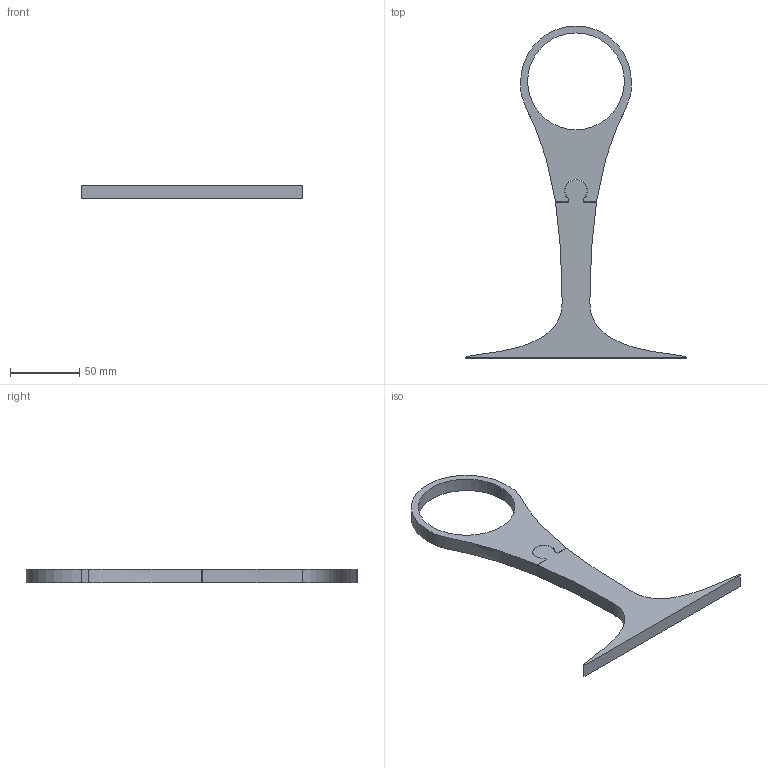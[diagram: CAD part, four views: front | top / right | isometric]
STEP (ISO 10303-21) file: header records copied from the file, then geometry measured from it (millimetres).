
FILE_DESCRIPTION(('FreeCAD Model'),'2;1');
FILE_NAME('Open CASCADE Shape Model','2023-11-05T18:43:04',(''),(''), 'Open CASCADE STEP processor 7.6','FreeCAD','Unknown');
FILE_SCHEMA(('AUTOMOTIVE_DESIGN { 1 0 10303 214 1 1 1 1 }'));
Length unit declared in the file: millimetre
Products named in the file (2): the wall; the ring
Bounding box: 160 x 240 x 10 mm (x, y, z)
Volume: 71293.3 mm3; surface area: 25605.5 mm2
Topology: 2 solids, 2 shells, 26 faces, 70 edges, 48 vertices
Faces by surface type: plane 15, extrusion 6, cylinder 5
Entity records: 1859 total; most frequent: CARTESIAN_POINT 466, DIRECTION 228, VECTOR 151, LINE 145, ORIENTED_EDGE 140, PCURVE 140, DEFINITIONAL_REPRESENTATION 140, EDGE_CURVE 70
